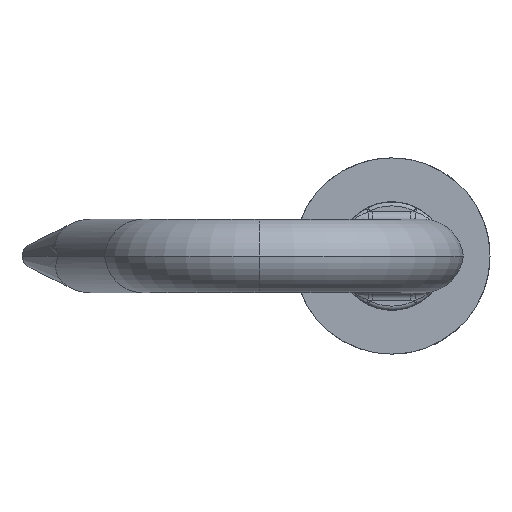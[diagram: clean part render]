
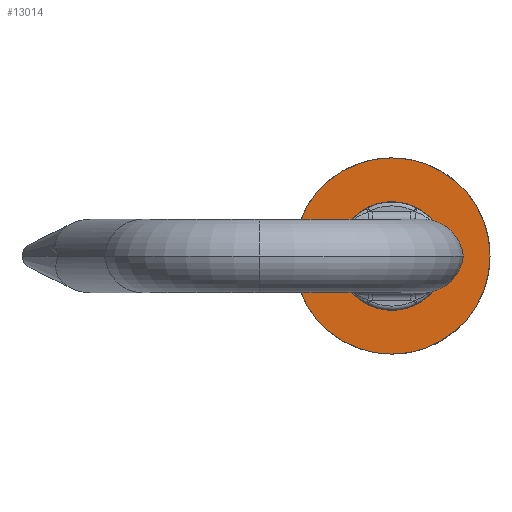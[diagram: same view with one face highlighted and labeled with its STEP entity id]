
A CAD part, front view. The second image highlights one B-rep face of the part: STEP entity #13014.
In plain terms, the highlighted planar face has unit normal (0, -1, 0).
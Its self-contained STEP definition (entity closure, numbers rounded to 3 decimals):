
#11866=CARTESIAN_POINT('',(0.,0.,0.));
#11867=DIRECTION('',(0.,-1.,0.));
#11868=DIRECTION('',(1.,0.,0.));
#11869=AXIS2_PLACEMENT_3D('',#11866,#11867,#11868);
#11871=CARTESIAN_POINT('',(0.,0.,0.));
#11872=DIRECTION('',(0.,-1.,0.));
#11873=DIRECTION('',(-1.,0.,0.));
#11874=AXIS2_PLACEMENT_3D('',#11871,#11872,#11873);
#12949=CARTESIAN_POINT('',(24.,0.,0.));
#12950=CARTESIAN_POINT('',(-24.,0.,0.));
#12951=VERTEX_POINT('',#12949);
#12952=VERTEX_POINT('',#12950);
#13003=CARTESIAN_POINT('',(0.,0.,0.));
#13004=DIRECTION('',(0.,-1.,0.));
#13005=DIRECTION('',(-1.,0.,0.));
#13006=AXIS2_PLACEMENT_3D('',#13003,#13004,#13005);
#13007=PLANE('',#13006);
#13009=ORIENTED_EDGE('',*,*,#13008,.F.);
#13011=ORIENTED_EDGE('',*,*,#13010,.F.);
#13012=EDGE_LOOP('',(#13009,#13011));
#13013=FACE_OUTER_BOUND('',#13012,.F.);
#13014=ADVANCED_FACE('',(#13013),#13007,.T.);
#11870=CIRCLE('',#11869,24.);
#11875=CIRCLE('',#11874,24.);
#13008=EDGE_CURVE('',#12951,#12952,#11870,.T.);
#13010=EDGE_CURVE('',#12952,#12951,#11875,.T.);
